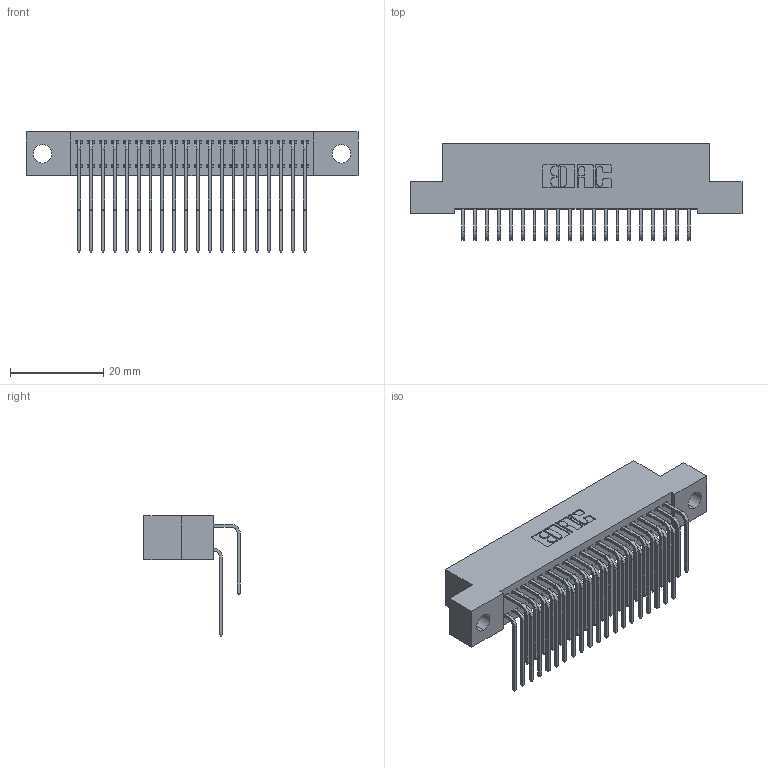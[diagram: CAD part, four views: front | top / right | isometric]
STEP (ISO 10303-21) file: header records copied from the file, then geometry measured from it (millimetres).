
FILE_DESCRIPTION (( 'STEP AP203' ), '1' );
FILE_NAME ('342-040-559-204.STEP', '2019-10-02T17:08:31', ( '' ), ( '' ), 'SwSTEP 2.0', 'SolidWorks 2016', '' );
FILE_SCHEMA (( 'CONFIG_CONTROL_DESIGN' ));
Length unit declared in the file: inch
Products named in the file (4): 345-292-001_559 Tail - 2; 342-040-559-204; 342 Part_.156 TH; 345-292-001_558 559 Tail - 1
Assembly tree (41 placements, depth 2):
  342-040-559-204
    342 Part_.156 TH
    345-292-001_558 559 Tail - 1  x20
    345-292-001_559 Tail - 2  x20
Bounding box: 71.12 x 20.64 x 25.78 mm (x, y, z)
Volume: 6429.7 mm3; surface area: 10791.9 mm2
Topology: 41 solids, 41 shells, 2270 faces, 6739 edges, 4438 vertices
Faces by surface type: plane 1586, cylinder 684
Entity records: 17367 total; most frequent: CARTESIAN_POINT 2953, ORIENTED_EDGE 2838, DIRECTION 2543, EDGE_CURVE 1419, LINE 1251, VECTOR 1251, VERTEX_POINT 942, AXIS2_PLACEMENT_3D 646
